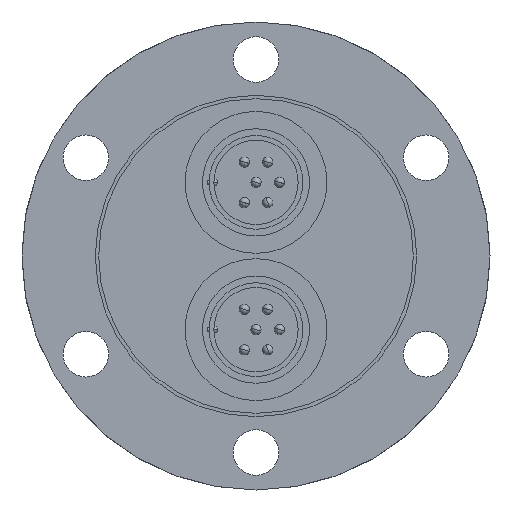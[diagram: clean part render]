
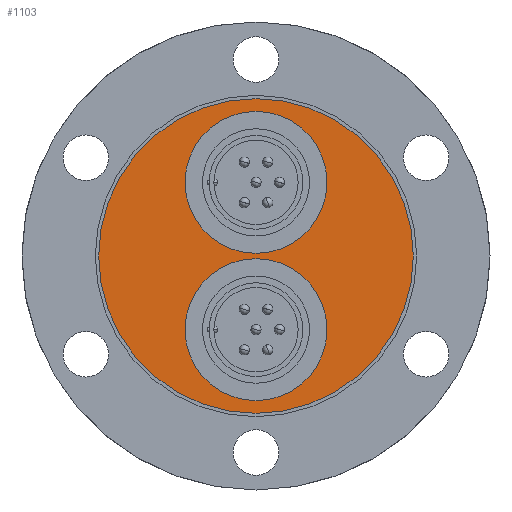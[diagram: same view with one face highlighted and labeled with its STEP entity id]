
A CAD part, front view. The second image highlights one B-rep face of the part: STEP entity #1103.
In plain terms, the highlighted face is planar.
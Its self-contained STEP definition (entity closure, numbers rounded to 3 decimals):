
#53 = CARTESIAN_POINT ( 'NONE',  ( 0., 4.5, 11. ) ) ;
#90 = ORIENTED_EDGE ( 'NONE', *, *, #1368, .T. ) ;
#299 = CARTESIAN_POINT ( 'NONE',  ( 0., 4.5, 0. ) ) ;
#355 = VERTEX_POINT ( 'NONE', #2512 ) ;
#375 = ORIENTED_EDGE ( 'NONE', *, *, #1069, .F. ) ;
#380 = CIRCLE ( 'NONE', #3056, 10.6 ) ;
#381 = DIRECTION ( 'NONE',  ( 0., 0., 1. ) ) ;
#447 = ORIENTED_EDGE ( 'NONE', *, *, #1493, .F. ) ;
#550 = AXIS2_PLACEMENT_3D ( 'NONE', #780, #2998, #1108 ) ;
#575 = CARTESIAN_POINT ( 'NONE',  ( 0., 4.5, 0. ) ) ;
#603 = CARTESIAN_POINT ( 'NONE',  ( 0., 4.5, -11. ) ) ;
#780 = CARTESIAN_POINT ( 'NONE',  ( 0., 4.5, 0. ) ) ;
#877 = CIRCLE ( 'NONE', #3722, 10.6 ) ;
#891 = DIRECTION ( 'NONE',  ( 0., 0., 1. ) ) ;
#900 = EDGE_LOOP ( 'NONE', ( #447, #375 ) ) ;
#929 = DIRECTION ( 'NONE',  ( 0., 0., 1. ) ) ;
#934 = AXIS2_PLACEMENT_3D ( 'NONE', #575, #2790, #891 ) ;
#946 = DIRECTION ( 'NONE',  ( 0., 1., 0. ) ) ;
#1014 = ORIENTED_EDGE ( 'NONE', *, *, #2363, .T. ) ;
#1069 = EDGE_CURVE ( 'NONE', #2172, #3575, #380, .T. ) ;
#1077 = CARTESIAN_POINT ( 'NONE',  ( 0., 4.5, 11. ) ) ;
#1103 = ADVANCED_FACE ( 'NONE', ( #3536, #1141, #2809 ), #1894, .T. ) ;
#1108 = DIRECTION ( 'NONE',  ( 0., 0., 1. ) ) ;
#1141 = FACE_BOUND ( 'NONE', #900, .T. ) ;
#1187 = CIRCLE ( 'NONE', #550, 23.5 ) ;
#1199 = EDGE_LOOP ( 'NONE', ( #1014, #90 ) ) ;
#1203 = CARTESIAN_POINT ( 'NONE',  ( 0., 4.5, -11. ) ) ;
#1328 = EDGE_CURVE ( 'NONE', #1346, #4081, #2860, .T. ) ;
#1346 = VERTEX_POINT ( 'NONE', #2349 ) ;
#1368 = EDGE_CURVE ( 'NONE', #355, #3162, #1187, .T. ) ;
#1406 = DIRECTION ( 'NONE',  ( 0., 0., 1. ) ) ;
#1493 = EDGE_CURVE ( 'NONE', #3575, #2172, #3196, .T. ) ;
#1521 = DIRECTION ( 'NONE',  ( 0., 0., 1. ) ) ;
#1557 = EDGE_CURVE ( 'NONE', #4081, #1346, #877, .T. ) ;
#1894 = PLANE ( 'NONE',  #3872 ) ;
#1906 = CARTESIAN_POINT ( 'NONE',  ( 0., 4.5, -0.4 ) ) ;
#2006 = CARTESIAN_POINT ( 'NONE',  ( 0., 4.5, -21.6 ) ) ;
#2050 = CARTESIAN_POINT ( 'NONE',  ( 0., 4.5, 23.5 ) ) ;
#2172 = VERTEX_POINT ( 'NONE', #2006 ) ;
#2210 = CIRCLE ( 'NONE', #934, 23.5 ) ;
#2281 = DIRECTION ( 'NONE',  ( 0., 1., 0. ) ) ;
#2340 = EDGE_LOOP ( 'NONE', ( #3940, #3925 ) ) ;
#2349 = CARTESIAN_POINT ( 'NONE',  ( 0., 4.5, 0.4 ) ) ;
#2363 = EDGE_CURVE ( 'NONE', #3162, #355, #2210, .T. ) ;
#2512 = CARTESIAN_POINT ( 'NONE',  ( 0., 4.5, -23.5 ) ) ;
#2790 = DIRECTION ( 'NONE',  ( 0., 1., 0. ) ) ;
#2809 = FACE_OUTER_BOUND ( 'NONE', #1199, .T. ) ;
#2827 = DIRECTION ( 'NONE',  ( 0., 1., 0. ) ) ;
#2860 = CIRCLE ( 'NONE', #3593, 10.6 ) ;
#2884 = AXIS2_PLACEMENT_3D ( 'NONE', #1203, #3389, #1521 ) ;
#2998 = DIRECTION ( 'NONE',  ( 0., 1., 0. ) ) ;
#3056 = AXIS2_PLACEMENT_3D ( 'NONE', #603, #2827, #929 ) ;
#3151 = DIRECTION ( 'NONE',  ( 0., 0., 1. ) ) ;
#3162 = VERTEX_POINT ( 'NONE', #2050 ) ;
#3196 = CIRCLE ( 'NONE', #2884, 10.6 ) ;
#3270 = DIRECTION ( 'NONE',  ( 0., 1., 0. ) ) ;
#3389 = DIRECTION ( 'NONE',  ( 0., 1., 0. ) ) ;
#3536 = FACE_BOUND ( 'NONE', #2340, .T. ) ;
#3575 = VERTEX_POINT ( 'NONE', #1906 ) ;
#3593 = AXIS2_PLACEMENT_3D ( 'NONE', #1077, #3270, #1406 ) ;
#3722 = AXIS2_PLACEMENT_3D ( 'NONE', #53, #2281, #381 ) ;
#3743 = CARTESIAN_POINT ( 'NONE',  ( 0., 4.5, 21.6 ) ) ;
#3872 = AXIS2_PLACEMENT_3D ( 'NONE', #299, #946, #3151 ) ;
#3925 = ORIENTED_EDGE ( 'NONE', *, *, #1328, .F. ) ;
#3940 = ORIENTED_EDGE ( 'NONE', *, *, #1557, .F. ) ;
#4081 = VERTEX_POINT ( 'NONE', #3743 ) ;
